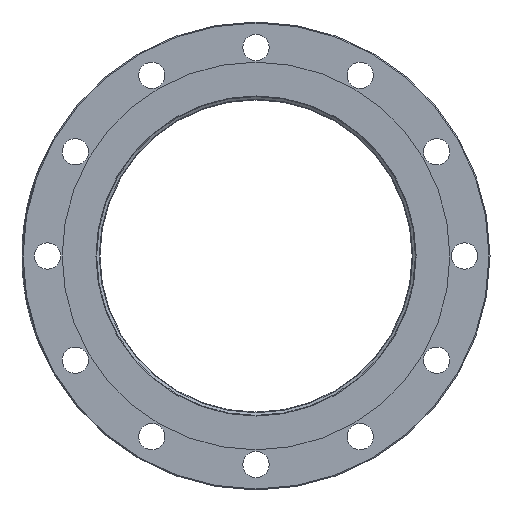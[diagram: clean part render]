
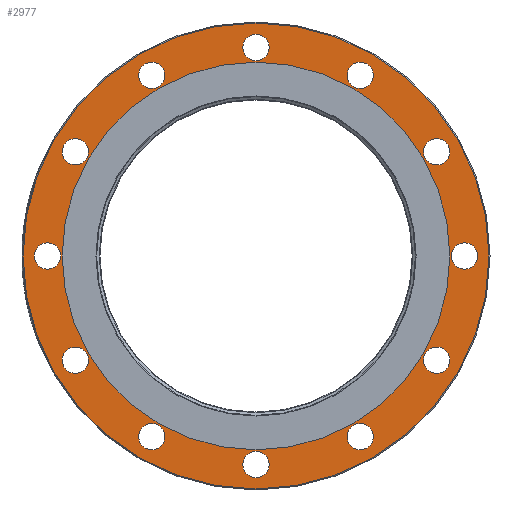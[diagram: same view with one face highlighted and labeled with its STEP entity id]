
A CAD part, left-side view. The second image highlights one B-rep face of the part: STEP entity #2977.
In plain terms, the highlighted planar face has unit normal (-1, 0, 0).
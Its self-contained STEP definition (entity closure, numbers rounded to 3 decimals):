
#24 = VERTEX_POINT ( 'NONE', #3017 ) ;
#114 = CIRCLE ( 'NONE', #9733, 12.954 ) ;
#234 = CARTESIAN_POINT ( 'NONE',  ( 3.962, 91.271, -183.993 ) ) ;
#293 = EDGE_LOOP ( 'NONE', ( #14333 ) ) ;
#360 = FACE_OUTER_BOUND ( 'NONE', #15303, .T. ) ;
#420 = CARTESIAN_POINT ( 'NONE',  ( 3.962, 177.516, 102.489 ) ) ;
#530 = DIRECTION ( 'NONE',  ( 0., -1., 0. ) ) ;
#591 = DIRECTION ( 'NONE',  ( 1., 0., 0. ) ) ;
#1215 = CIRCLE ( 'NONE', #4465, 228.997 ) ;
#1331 = CARTESIAN_POINT ( 'NONE',  ( 3.962, 0., 204.978 ) ) ;
#1663 = DIRECTION ( 'NONE',  ( 1., 0., 0. ) ) ;
#1689 = ORIENTED_EDGE ( 'NONE', *, *, #6554, .T. ) ;
#1703 = DIRECTION ( 'NONE',  ( 0., 0.5, -0.866 ) ) ;
#1842 = EDGE_LOOP ( 'NONE', ( #15753 ) ) ;
#1895 = EDGE_LOOP ( 'NONE', ( #2654 ) ) ;
#2001 = VERTEX_POINT ( 'NONE', #14289 ) ;
#2111 = AXIS2_PLACEMENT_3D ( 'NONE', #15109, #3928, #10280 ) ;
#2243 = DIRECTION ( 'NONE',  ( 1., 0., 0. ) ) ;
#2328 = FACE_BOUND ( 'NONE', #14839, .T. ) ;
#2447 = AXIS2_PLACEMENT_3D ( 'NONE', #420, #11681, #1703 ) ;
#2654 = ORIENTED_EDGE ( 'NONE', *, *, #4157, .T. ) ;
#2710 = FACE_BOUND ( 'NONE', #7346, .T. ) ;
#2716 = DIRECTION ( 'NONE',  ( 0., -0.866, 0.5 ) ) ;
#2776 = VERTEX_POINT ( 'NONE', #234 ) ;
#2884 = CARTESIAN_POINT ( 'NONE',  ( 3.962, -177.516, -102.489 ) ) ;
#2977 = ADVANCED_FACE ( 'NONE', ( #360, #6043, #13662, #16220, #9529, #12704, #8756, #5422, #2328, #10703, #4457, #5833, #2710, #5243 ), #8461, .F. ) ;
#3017 = CARTESIAN_POINT ( 'NONE',  ( 3.962, 113.707, 171.039 ) ) ;
#3761 = DIRECTION ( 'NONE',  ( 1., 0., 0. ) ) ;
#3830 = CIRCLE ( 'NONE', #2447, 12.954 ) ;
#3928 = DIRECTION ( 'NONE',  ( 1., 0., 0. ) ) ;
#3943 = CIRCLE ( 'NONE', #14595, 12.954 ) ;
#3959 = AXIS2_PLACEMENT_3D ( 'NONE', #9327, #591, #10580 ) ;
#4114 = DIRECTION ( 'NONE',  ( 1., 0., 0. ) ) ;
#4157 = EDGE_CURVE ( 'NONE', #13135, #13135, #15797, .T. ) ;
#4377 = EDGE_CURVE ( 'NONE', #10383, #10383, #12846, .T. ) ;
#4457 = FACE_BOUND ( 'NONE', #7877, .T. ) ;
#4465 = AXIS2_PLACEMENT_3D ( 'NONE', #5827, #7040, #9638 ) ;
#4520 = VERTEX_POINT ( 'NONE', #8166 ) ;
#4720 = DIRECTION ( 'NONE',  ( 1., 0., 0. ) ) ;
#4761 = ORIENTED_EDGE ( 'NONE', *, *, #14104, .T. ) ;
#4809 = EDGE_CURVE ( 'NONE', #14120, #14120, #114, .T. ) ;
#4948 = CARTESIAN_POINT ( 'NONE',  ( 3.962, 102.489, 177.516 ) ) ;
#5082 = EDGE_CURVE ( 'NONE', #2776, #2776, #14977, .T. ) ;
#5183 = CARTESIAN_POINT ( 'NONE',  ( 3.962, -177.516, 102.489 ) ) ;
#5243 = FACE_BOUND ( 'NONE', #10238, .T. ) ;
#5422 = FACE_BOUND ( 'NONE', #1842, .T. ) ;
#5465 = CIRCLE ( 'NONE', #10136, 12.954 ) ;
#5507 = CARTESIAN_POINT ( 'NONE',  ( 3.962, 177.516, -102.489 ) ) ;
#5522 = CARTESIAN_POINT ( 'NONE',  ( 3.962, -12.954, -204.978 ) ) ;
#5580 = CARTESIAN_POINT ( 'NONE',  ( 3.962, -204.978, 12.954 ) ) ;
#5629 = CARTESIAN_POINT ( 'NONE',  ( 3.962, 0., -228.997 ) ) ;
#5696 = DIRECTION ( 'NONE',  ( 1., 0., 0. ) ) ;
#5819 = DIRECTION ( 'NONE',  ( 1., 0., 0. ) ) ;
#5827 = CARTESIAN_POINT ( 'NONE',  ( 3.962, 0., 0. ) ) ;
#5833 = FACE_BOUND ( 'NONE', #13567, .T. ) ;
#5858 = CIRCLE ( 'NONE', #3959, 12.954 ) ;
#5868 = EDGE_CURVE ( 'NONE', #2001, #2001, #3943, .T. ) ;
#5912 = ORIENTED_EDGE ( 'NONE', *, *, #7855, .T. ) ;
#5925 = ORIENTED_EDGE ( 'NONE', *, *, #11836, .T. ) ;
#6043 = FACE_BOUND ( 'NONE', #7600, .T. ) ;
#6063 = AXIS2_PLACEMENT_3D ( 'NONE', #14215, #14314, #530 ) ;
#6419 = DIRECTION ( 'NONE',  ( 1., 0., 0. ) ) ;
#6512 = VERTEX_POINT ( 'NONE', #5580 ) ;
#6554 = EDGE_CURVE ( 'NONE', #13727, #13727, #9981, .T. ) ;
#6694 = VERTEX_POINT ( 'NONE', #9393 ) ;
#6926 = ORIENTED_EDGE ( 'NONE', *, *, #4377, .T. ) ;
#7040 = DIRECTION ( 'NONE',  ( -1., 0., 0. ) ) ;
#7248 = EDGE_CURVE ( 'NONE', #13934, #13934, #1215, .T. ) ;
#7250 = CARTESIAN_POINT ( 'NONE',  ( 3.962, -102.489, 177.516 ) ) ;
#7304 = ORIENTED_EDGE ( 'NONE', *, *, #7248, .T. ) ;
#7346 = EDGE_LOOP ( 'NONE', ( #5925 ) ) ;
#7403 = DIRECTION ( 'NONE',  ( 0., 1., 0. ) ) ;
#7537 = AXIS2_PLACEMENT_3D ( 'NONE', #1331, #3761, #7403 ) ;
#7600 = EDGE_LOOP ( 'NONE', ( #1689 ) ) ;
#7691 = DIRECTION ( 'NONE',  ( 0., 0.866, -0.5 ) ) ;
#7718 = EDGE_LOOP ( 'NONE', ( #9273 ) ) ;
#7734 = CARTESIAN_POINT ( 'NONE',  ( 3.962, 0., -190.5 ) ) ;
#7813 = CIRCLE ( 'NONE', #6063, 12.954 ) ;
#7855 = EDGE_CURVE ( 'NONE', #11972, #11972, #8032, .T. ) ;
#7877 = EDGE_LOOP ( 'NONE', ( #11388 ) ) ;
#8032 = CIRCLE ( 'NONE', #7537, 12.954 ) ;
#8166 = CARTESIAN_POINT ( 'NONE',  ( 3.962, 204.978, -12.954 ) ) ;
#8277 = AXIS2_PLACEMENT_3D ( 'NONE', #9528, #4720, #16021 ) ;
#8461 = PLANE ( 'NONE',  #16103 ) ;
#8575 = EDGE_CURVE ( 'NONE', #14910, #14910, #7813, .T. ) ;
#8756 = FACE_BOUND ( 'NONE', #13172, .T. ) ;
#9213 = VERTEX_POINT ( 'NONE', #11705 ) ;
#9273 = ORIENTED_EDGE ( 'NONE', *, *, #8575, .T. ) ;
#9327 = CARTESIAN_POINT ( 'NONE',  ( 3.962, -204.978, 0. ) ) ;
#9393 = CARTESIAN_POINT ( 'NONE',  ( 3.962, -171.039, 113.707 ) ) ;
#9528 = CARTESIAN_POINT ( 'NONE',  ( 3.962, 0., 0. ) ) ;
#9529 = FACE_BOUND ( 'NONE', #293, .T. ) ;
#9579 = EDGE_CURVE ( 'NONE', #6694, #6694, #5465, .T. ) ;
#9638 = DIRECTION ( 'NONE',  ( 0., 0., -1. ) ) ;
#9714 = CARTESIAN_POINT ( 'NONE',  ( 3.962, 0., 0. ) ) ;
#9733 = AXIS2_PLACEMENT_3D ( 'NONE', #7250, #5819, #13293 ) ;
#9786 = EDGE_CURVE ( 'NONE', #6512, #6512, #5858, .T. ) ;
#9981 = CIRCLE ( 'NONE', #10583, 12.954 ) ;
#10067 = CIRCLE ( 'NONE', #11775, 12.954 ) ;
#10136 = AXIS2_PLACEMENT_3D ( 'NONE', #5183, #6419, #16247 ) ;
#10189 = CARTESIAN_POINT ( 'NONE',  ( 3.962, -102.489, -177.516 ) ) ;
#10220 = EDGE_LOOP ( 'NONE', ( #5912 ) ) ;
#10238 = EDGE_LOOP ( 'NONE', ( #6926 ) ) ;
#10280 = DIRECTION ( 'NONE',  ( 0., -0.866, -0.5 ) ) ;
#10383 = VERTEX_POINT ( 'NONE', #7734 ) ;
#10424 = EDGE_LOOP ( 'NONE', ( #12213 ) ) ;
#10580 = DIRECTION ( 'NONE',  ( 0., 0., 1. ) ) ;
#10583 = AXIS2_PLACEMENT_3D ( 'NONE', #5507, #1663, #14060 ) ;
#10661 = CARTESIAN_POINT ( 'NONE',  ( 3.962, 204.978, 0. ) ) ;
#10703 = FACE_BOUND ( 'NONE', #10220, .T. ) ;
#10962 = DIRECTION ( 'NONE',  ( 0., 0., -1. ) ) ;
#11305 = ORIENTED_EDGE ( 'NONE', *, *, #9786, .T. ) ;
#11388 = ORIENTED_EDGE ( 'NONE', *, *, #11624, .T. ) ;
#11404 = DIRECTION ( 'NONE',  ( 1., 0., 0. ) ) ;
#11445 = CARTESIAN_POINT ( 'NONE',  ( 3.962, -183.993, -91.271 ) ) ;
#11525 = DIRECTION ( 'NONE',  ( 1., 0., 0. ) ) ;
#11624 = EDGE_CURVE ( 'NONE', #24, #24, #10067, .T. ) ;
#11681 = DIRECTION ( 'NONE',  ( 1., 0., 0. ) ) ;
#11705 = CARTESIAN_POINT ( 'NONE',  ( 3.962, 183.993, 91.271 ) ) ;
#11775 = AXIS2_PLACEMENT_3D ( 'NONE', #4948, #11404, #7691 ) ;
#11836 = EDGE_CURVE ( 'NONE', #4520, #4520, #14577, .T. ) ;
#11932 = CARTESIAN_POINT ( 'NONE',  ( 3.962, 12.954, 204.978 ) ) ;
#11972 = VERTEX_POINT ( 'NONE', #11932 ) ;
#12213 = ORIENTED_EDGE ( 'NONE', *, *, #5082, .T. ) ;
#12704 = FACE_BOUND ( 'NONE', #1895, .T. ) ;
#12846 = CIRCLE ( 'NONE', #8277, 190.5 ) ;
#13135 = VERTEX_POINT ( 'NONE', #11445 ) ;
#13172 = EDGE_LOOP ( 'NONE', ( #11305 ) ) ;
#13236 = AXIS2_PLACEMENT_3D ( 'NONE', #10661, #5696, #15499 ) ;
#13293 = DIRECTION ( 'NONE',  ( 0., 0.866, 0.5 ) ) ;
#13567 = EDGE_LOOP ( 'NONE', ( #4761 ) ) ;
#13662 = FACE_BOUND ( 'NONE', #10424, .T. ) ;
#13710 = AXIS2_PLACEMENT_3D ( 'NONE', #2884, #11525, #15454 ) ;
#13727 = VERTEX_POINT ( 'NONE', #15597 ) ;
#13807 = ORIENTED_EDGE ( 'NONE', *, *, #4809, .T. ) ;
#13934 = VERTEX_POINT ( 'NONE', #5629 ) ;
#14060 = DIRECTION ( 'NONE',  ( 0., -0.5, -0.866 ) ) ;
#14104 = EDGE_CURVE ( 'NONE', #9213, #9213, #3830, .T. ) ;
#14120 = VERTEX_POINT ( 'NONE', #15269 ) ;
#14215 = CARTESIAN_POINT ( 'NONE',  ( 3.962, 0., -204.978 ) ) ;
#14289 = CARTESIAN_POINT ( 'NONE',  ( 3.962, -113.707, -171.039 ) ) ;
#14314 = DIRECTION ( 'NONE',  ( 1., 0., 0. ) ) ;
#14333 = ORIENTED_EDGE ( 'NONE', *, *, #5868, .T. ) ;
#14577 = CIRCLE ( 'NONE', #13236, 12.954 ) ;
#14595 = AXIS2_PLACEMENT_3D ( 'NONE', #10189, #4114, #2716 ) ;
#14839 = EDGE_LOOP ( 'NONE', ( #13807 ) ) ;
#14910 = VERTEX_POINT ( 'NONE', #5522 ) ;
#14977 = CIRCLE ( 'NONE', #2111, 12.954 ) ;
#15109 = CARTESIAN_POINT ( 'NONE',  ( 3.962, 102.489, -177.516 ) ) ;
#15269 = CARTESIAN_POINT ( 'NONE',  ( 3.962, -91.271, 183.993 ) ) ;
#15303 = EDGE_LOOP ( 'NONE', ( #7304 ) ) ;
#15454 = DIRECTION ( 'NONE',  ( 0., -0.5, 0.866 ) ) ;
#15499 = DIRECTION ( 'NONE',  ( 0., 0., -1. ) ) ;
#15597 = CARTESIAN_POINT ( 'NONE',  ( 3.962, 171.039, -113.707 ) ) ;
#15753 = ORIENTED_EDGE ( 'NONE', *, *, #9579, .T. ) ;
#15797 = CIRCLE ( 'NONE', #13710, 12.954 ) ;
#16021 = DIRECTION ( 'NONE',  ( 0., 0., -1. ) ) ;
#16103 = AXIS2_PLACEMENT_3D ( 'NONE', #9714, #2243, #10962 ) ;
#16220 = FACE_BOUND ( 'NONE', #7718, .T. ) ;
#16247 = DIRECTION ( 'NONE',  ( 0., 0.5, 0.866 ) ) ;
